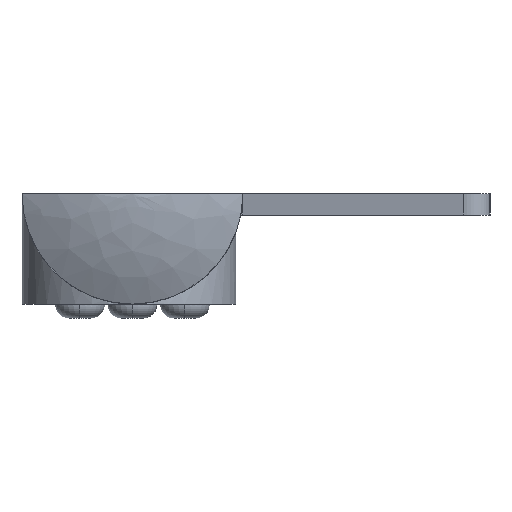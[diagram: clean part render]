
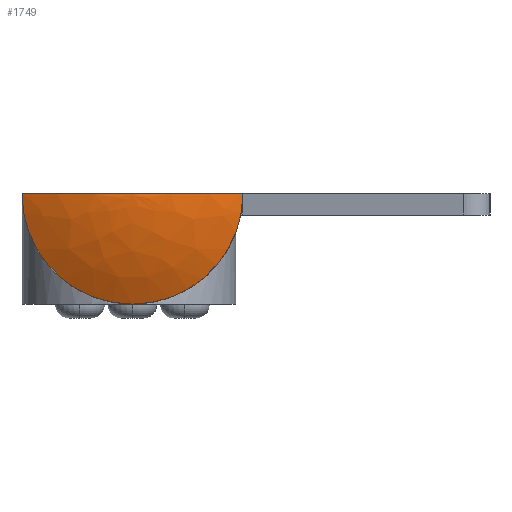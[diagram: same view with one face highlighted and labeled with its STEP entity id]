
A CAD part, left-side view. The second image highlights one B-rep face of the part: STEP entity #1749.
In plain terms, the highlighted free-form (B-spline) face has degree [2, 3] with [3, 4] control points.
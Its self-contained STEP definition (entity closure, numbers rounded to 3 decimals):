
#88 = CARTESIAN_POINT ( 'NONE',  ( -16.404, 14.707, 35.225 ) ) ;
#143 = CARTESIAN_POINT ( 'NONE',  ( -16.404, 14.707, 35.225 ) ) ;
#166 = B_SPLINE_CURVE_WITH_KNOTS ( 'NONE', 2,
 ( #143, #1583, #1021 ),
 .UNSPECIFIED., .F., .F.,
 ( 3, 3 ),
 ( 0., 1. ),
 .UNSPECIFIED. ) ;
#173 = CARTESIAN_POINT ( 'NONE',  ( -16.404, -0.793, 35.225 ) ) ;
#269 = CARTESIAN_POINT ( 'NONE',  ( -20.404, -0.793, 35.225 ) ) ;
#376 = CARTESIAN_POINT ( 'NONE',  ( -20.404, -0.793, 35.225 ) ) ;
#584 = ORIENTED_EDGE ( 'NONE', *, *, #1371, .F. ) ;
#609 = CARTESIAN_POINT ( 'NONE',  ( -20.404, -0.793, 35.225 ) ) ;
#635 = VERTEX_POINT ( 'NONE', #3770 ) ;
#765 = VERTEX_POINT ( 'NONE', #88 ) ;
#869 = CARTESIAN_POINT ( 'NONE',  ( -16.404, -16.293, 35.225 ) ) ;
#1021 = CARTESIAN_POINT ( 'NONE',  ( -20.404, -0.793, 35.225 ) ) ;
#1135 = EDGE_LOOP ( 'NONE', ( #2328, #1784, #584 ) ) ;
#1166 = CARTESIAN_POINT ( 'NONE',  ( -20.404, -0.793, 35.225 ) ) ;
#1182 = CARTESIAN_POINT ( 'NONE',  ( -20.404, -0.793, 35.225 ) ) ;
#1371 = EDGE_CURVE ( 'NONE', #765, #2681, #166, .T. ) ;
#1583 = CARTESIAN_POINT ( 'NONE',  ( -20.247, 7.478, 35.225 ) ) ;
#1586 =( BOUNDED_SURFACE ( )  B_SPLINE_SURFACE ( 2, 3, ( 
 ( #869, #2943, #2930, #2920 ),
 ( #3490, #2090, #2383, #2906 ),
 ( #1166, #1182, #1751, #609 ) ),
 .UNSPECIFIED., .F., .F., .T. ) 
 B_SPLINE_SURFACE_WITH_KNOTS ( ( 3, 3 ),
 ( 4, 4 ),
 ( 0., 1. ),
 ( 0., 1. ),
 .UNSPECIFIED. ) 
 GEOMETRIC_REPRESENTATION_ITEM ( )  RATIONAL_B_SPLINE_SURFACE ( (
 ( 1., 0.333, 0.333, 1.),
 ( 1., 0.333, 0.333, 1.),
 ( 1., 0.333, 0.333, 1.) ) ) 
 REPRESENTATION_ITEM ( '' )  SURFACE ( )  );
#1749 = ADVANCED_FACE ( 'NONE', ( #2889 ), #1586, .T. ) ;
#1751 = CARTESIAN_POINT ( 'NONE',  ( -20.404, -0.793, 35.225 ) ) ;
#1784 = ORIENTED_EDGE ( 'NONE', *, *, #3516, .T. ) ;
#1826 = CARTESIAN_POINT ( 'NONE',  ( -16.404, -16.293, 35.225 ) ) ;
#1885 = DIRECTION ( 'NONE',  ( 0., 0., 1. ) ) ;
#1987 = CIRCLE ( 'NONE', #3594, 15.5 ) ;
#2090 = CARTESIAN_POINT ( 'NONE',  ( -20.247, -9.064, 18.683 ) ) ;
#2124 = CARTESIAN_POINT ( 'NONE',  ( -20.247, -9.064, 35.225 ) ) ;
#2328 = ORIENTED_EDGE ( 'NONE', *, *, #3717, .T. ) ;
#2383 = CARTESIAN_POINT ( 'NONE',  ( -20.247, 7.478, 18.683 ) ) ;
#2681 = VERTEX_POINT ( 'NONE', #269 ) ;
#2889 = FACE_OUTER_BOUND ( 'NONE', #1135, .T. ) ;
#2906 = CARTESIAN_POINT ( 'NONE',  ( -20.247, 7.478, 35.225 ) ) ;
#2920 = CARTESIAN_POINT ( 'NONE',  ( -16.404, 14.707, 35.225 ) ) ;
#2930 = CARTESIAN_POINT ( 'NONE',  ( -16.404, 14.707, 4.225 ) ) ;
#2943 = CARTESIAN_POINT ( 'NONE',  ( -16.404, -16.293, 4.225 ) ) ;
#3049 = B_SPLINE_CURVE_WITH_KNOTS ( 'NONE', 2,
 ( #1826, #2124, #376 ),
 .UNSPECIFIED., .F., .F.,
 ( 3, 3 ),
 ( 0., 1. ),
 .UNSPECIFIED. ) ;
#3355 = DIRECTION ( 'NONE',  ( -1., 0., 0. ) ) ;
#3490 = CARTESIAN_POINT ( 'NONE',  ( -20.247, -9.064, 35.225 ) ) ;
#3516 = EDGE_CURVE ( 'NONE', #635, #2681, #3049, .T. ) ;
#3594 = AXIS2_PLACEMENT_3D ( 'NONE', #173, #3355, #1885 ) ;
#3717 = EDGE_CURVE ( 'NONE', #765, #635, #1987, .T. ) ;
#3770 = CARTESIAN_POINT ( 'NONE',  ( -16.404, -16.293, 35.225 ) ) ;
